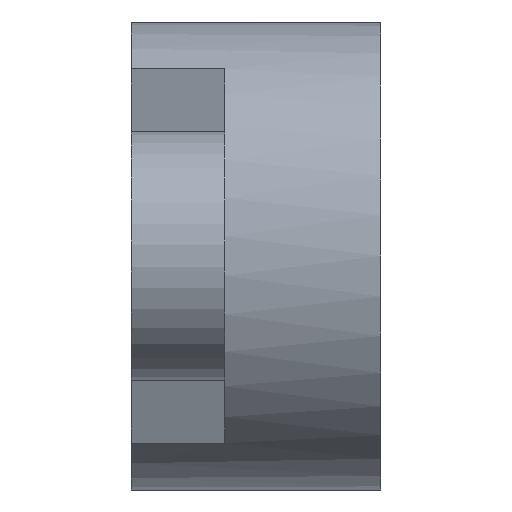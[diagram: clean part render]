
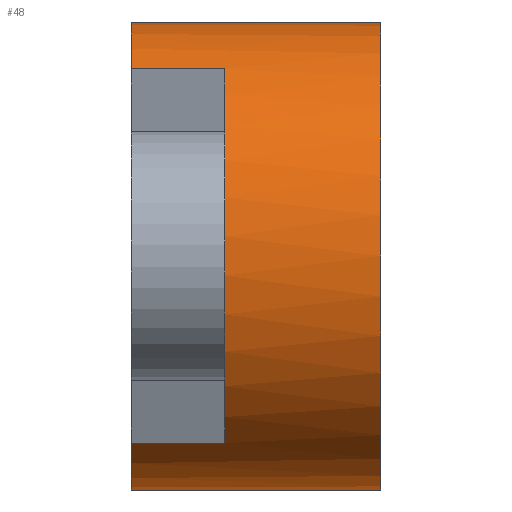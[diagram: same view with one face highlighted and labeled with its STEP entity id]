
A CAD part, left-side view. The second image highlights one B-rep face of the part: STEP entity #48.
In plain terms, the highlighted cylindrical face has radius 3.75 mm (diameter 7.5 mm), a partial arc.
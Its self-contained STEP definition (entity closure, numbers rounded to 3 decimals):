
#2 = ORIENTED_EDGE ( 'NONE', *, *, #1415, .F. ) ;
#36 = CARTESIAN_POINT ( 'NONE',  ( 0., 0., -3.75 ) ) ;
#48 = ADVANCED_FACE ( 'NONE', ( #111 ), #684, .T. ) ;
#111 = FACE_OUTER_BOUND ( 'NONE', #1453, .T. ) ;
#133 = AXIS2_PLACEMENT_3D ( 'NONE', #798, #938, #426 ) ;
#166 = EDGE_CURVE ( 'NONE', #1367, #1413, #1993, .T. ) ;
#205 = EDGE_CURVE ( 'NONE', #712, #1367, #1199, .T. ) ;
#233 = CARTESIAN_POINT ( 'NONE',  ( 0., 4., 3.75 ) ) ;
#264 = DIRECTION ( 'NONE',  ( 0., 1., 0. ) ) ;
#371 = LINE ( 'NONE', #400, #1278 ) ;
#400 = CARTESIAN_POINT ( 'NONE',  ( 0., 4., -3.75 ) ) ;
#402 = VECTOR ( 'NONE', #1110, 1000. ) ;
#426 = DIRECTION ( 'NONE',  ( 0., 0., -1. ) ) ;
#522 = CARTESIAN_POINT ( 'NONE',  ( 0., 4., 0. ) ) ;
#531 = DIRECTION ( 'NONE',  ( 0., 0., 1. ) ) ;
#537 = ORIENTED_EDGE ( 'NONE', *, *, #1399, .F. ) ;
#602 = CARTESIAN_POINT ( 'NONE',  ( -2.25, 4., -3. ) ) ;
#604 = CARTESIAN_POINT ( 'NONE',  ( -2.25, 2.5, -3. ) ) ;
#631 = LINE ( 'NONE', #1617, #1891 ) ;
#635 = ORIENTED_EDGE ( 'NONE', *, *, #1619, .F. ) ;
#684 = CYLINDRICAL_SURFACE ( 'NONE', #133, 3.75 ) ;
#693 = AXIS2_PLACEMENT_3D ( 'NONE', #1289, #1964, #1455 ) ;
#698 = CARTESIAN_POINT ( 'NONE',  ( 0., 4., 3.75 ) ) ;
#712 = VERTEX_POINT ( 'NONE', #796 ) ;
#796 = CARTESIAN_POINT ( 'NONE',  ( -2.25, 2.5, 3. ) ) ;
#798 = CARTESIAN_POINT ( 'NONE',  ( 0., 4., 0. ) ) ;
#849 = CARTESIAN_POINT ( 'NONE',  ( 0., 0., 0. ) ) ;
#862 = VERTEX_POINT ( 'NONE', #1499 ) ;
#917 = VECTOR ( 'NONE', #1894, 1000. ) ;
#938 = DIRECTION ( 'NONE',  ( 0., -1., 0. ) ) ;
#1000 = AXIS2_PLACEMENT_3D ( 'NONE', #849, #1523, #1697 ) ;
#1044 = ORIENTED_EDGE ( 'NONE', *, *, #1185, .T. ) ;
#1088 = ORIENTED_EDGE ( 'NONE', *, *, #166, .T. ) ;
#1110 = DIRECTION ( 'NONE',  ( 0., 1., 0. ) ) ;
#1185 = EDGE_CURVE ( 'NONE', #862, #1566, #371, .T. ) ;
#1199 = CIRCLE ( 'NONE', #1817, 3.75 ) ;
#1232 = EDGE_CURVE ( 'NONE', #1566, #2026, #1775, .T. ) ;
#1247 = ORIENTED_EDGE ( 'NONE', *, *, #205, .T. ) ;
#1278 = VECTOR ( 'NONE', #2071, 1000. ) ;
#1286 = VERTEX_POINT ( 'NONE', #1379 ) ;
#1289 = CARTESIAN_POINT ( 'NONE',  ( 0., 4., 0. ) ) ;
#1294 = CIRCLE ( 'NONE', #2054, 3.75 ) ;
#1312 = DIRECTION ( 'NONE',  ( 0., 0., 1. ) ) ;
#1343 = DIRECTION ( 'NONE',  ( 0., -1., 0. ) ) ;
#1348 = VERTEX_POINT ( 'NONE', #233 ) ;
#1367 = VERTEX_POINT ( 'NONE', #1622 ) ;
#1379 = CARTESIAN_POINT ( 'NONE',  ( -2.25, 4., 3. ) ) ;
#1399 = EDGE_CURVE ( 'NONE', #1286, #1348, #2018, .T. ) ;
#1413 = VERTEX_POINT ( 'NONE', #602 ) ;
#1415 = EDGE_CURVE ( 'NONE', #712, #1286, #631, .T. ) ;
#1453 = EDGE_LOOP ( 'NONE', ( #635, #537, #2, #1247, #1088, #1489, #1044, #1491 ) ) ;
#1455 = DIRECTION ( 'NONE',  ( 0., 0., 1. ) ) ;
#1489 = ORIENTED_EDGE ( 'NONE', *, *, #2082, .F. ) ;
#1491 = ORIENTED_EDGE ( 'NONE', *, *, #1232, .T. ) ;
#1499 = CARTESIAN_POINT ( 'NONE',  ( 0., 4., -3.75 ) ) ;
#1523 = DIRECTION ( 'NONE',  ( 0., 1., 0. ) ) ;
#1546 = DIRECTION ( 'NONE',  ( 0., 1., 0. ) ) ;
#1566 = VERTEX_POINT ( 'NONE', #36 ) ;
#1617 = CARTESIAN_POINT ( 'NONE',  ( -2.25, 2.5, 3. ) ) ;
#1619 = EDGE_CURVE ( 'NONE', #1348, #2026, #1885, .T. ) ;
#1622 = CARTESIAN_POINT ( 'NONE',  ( -2.25, 2.5, -3. ) ) ;
#1697 = DIRECTION ( 'NONE',  ( 0., 0., 1. ) ) ;
#1775 = CIRCLE ( 'NONE', #1000, 3.75 ) ;
#1817 = AXIS2_PLACEMENT_3D ( 'NONE', #1991, #1343, #1312 ) ;
#1857 = CARTESIAN_POINT ( 'NONE',  ( 0., 0., 3.75 ) ) ;
#1885 = LINE ( 'NONE', #698, #917 ) ;
#1891 = VECTOR ( 'NONE', #264, 1000. ) ;
#1894 = DIRECTION ( 'NONE',  ( 0., -1., 0. ) ) ;
#1964 = DIRECTION ( 'NONE',  ( 0., 1., 0. ) ) ;
#1991 = CARTESIAN_POINT ( 'NONE',  ( 0., 2.5, 0. ) ) ;
#1993 = LINE ( 'NONE', #604, #402 ) ;
#2018 = CIRCLE ( 'NONE', #693, 3.75 ) ;
#2026 = VERTEX_POINT ( 'NONE', #1857 ) ;
#2054 = AXIS2_PLACEMENT_3D ( 'NONE', #522, #1546, #531 ) ;
#2071 = DIRECTION ( 'NONE',  ( 0., -1., 0. ) ) ;
#2082 = EDGE_CURVE ( 'NONE', #862, #1413, #1294, .T. ) ;
